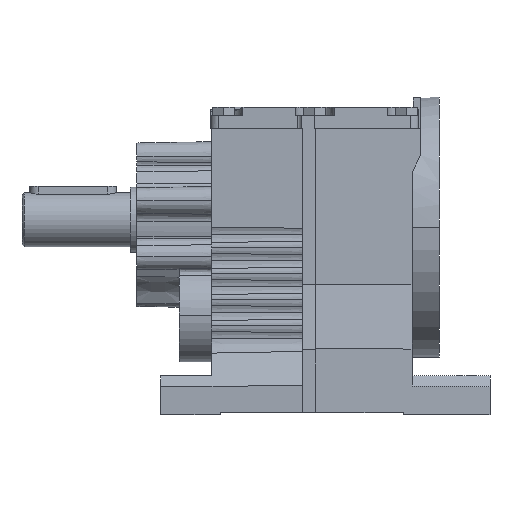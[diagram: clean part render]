
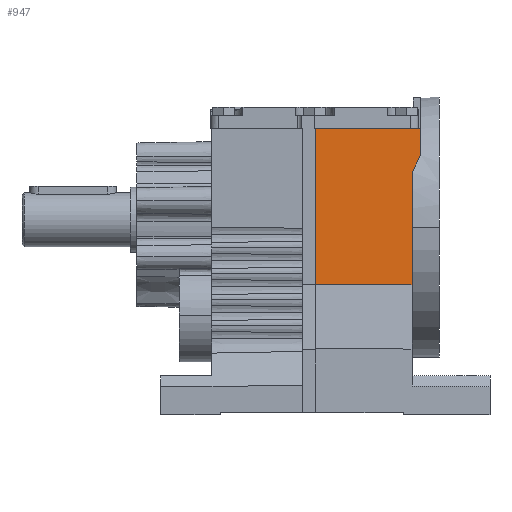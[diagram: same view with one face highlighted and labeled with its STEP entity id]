
A CAD part, front view. The second image highlights one B-rep face of the part: STEP entity #947.
In plain terms, the highlighted planar face has unit normal (0.026, -1, 0).
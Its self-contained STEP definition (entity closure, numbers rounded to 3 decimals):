
#947=ADVANCED_FACE('NONE',(#1946),#1947,.T.);
#1946=FACE_OUTER_BOUND('',#2979,.T.);
#1947=PLANE('',#2980);
#2979=EDGE_LOOP('',(#6033,#6034,#6035,#6036,#6037,#6038));
#2980=AXIS2_PLACEMENT_3D('',#6039,#6040,#6041);
#6033=ORIENTED_EDGE('',*,*,#7359,.F.);
#6034=ORIENTED_EDGE('',*,*,#7224,.T.);
#6035=ORIENTED_EDGE('',*,*,#7546,.T.);
#6036=ORIENTED_EDGE('',*,*,#7219,.F.);
#6037=ORIENTED_EDGE('',*,*,#7547,.T.);
#6038=ORIENTED_EDGE('',*,*,#7203,.T.);
#6039=CARTESIAN_POINT('',(131.0,-68.5,42.0));
#6040=DIRECTION('',(0.026,-1.,0.));
#6041=DIRECTION('',(0.,0.0,-1.0));
#7203=EDGE_CURVE('NONE',#8927,#8929,#8931,.T.);
#7219=EDGE_CURVE('NONE',#8959,#8961,#8962,.T.);
#7224=EDGE_CURVE('NONE',#8970,#8968,#8971,.T.);
#7359=EDGE_CURVE('NONE',#8970,#8929,#9181,.T.);
#7546=EDGE_CURVE('NONE',#8968,#8961,#9411,.T.);
#7547=EDGE_CURVE('NONE',#8959,#8927,#9412,.T.);
#8927=VERTEX_POINT('NONE',#11976);
#8929=VERTEX_POINT('NONE',#11979);
#8931=LINE('',#11982,#11983);
#8959=VERTEX_POINT('NONE',#12024);
#8961=VERTEX_POINT('NONE',#12027);
#8962=LINE('',#12028,#12029);
#8968=VERTEX_POINT('NONE',#12037);
#8970=VERTEX_POINT('NONE',#12040);
#8971=LINE('',#12041,#12042);
#9181=LINE('',#12382,#12383);
#9411=LINE('',#12732,#12733);
#9412=LINE('',#12734,#12735);
#11976=CARTESIAN_POINT('',(131.0,-68.5,30.0));
#11979=CARTESIAN_POINT('',(131.0,-68.5,42.0));
#11982=CARTESIAN_POINT('',(131.0,-68.5,42.0));
#11983=VECTOR('',#13763,1000.0);
#12024=CARTESIAN_POINT('',(127.0,-68.605,22.0));
#12027=CARTESIAN_POINT('',(127.0,-68.605,-29.992));
#12028=CARTESIAN_POINT('',(127.0,-68.605,42.0));
#12029=VECTOR('',#13778,1000.0);
#12037=CARTESIAN_POINT('',(82.5,-69.77,-29.897));
#12040=CARTESIAN_POINT('',(82.5,-69.77,42.0));
#12041=CARTESIAN_POINT('',(82.5,-69.77,42.0));
#12042=VECTOR('',#13782,1000.0);
#12382=CARTESIAN_POINT('',(131.0,-68.5,42.0));
#12383=VECTOR('',#14010,1000.0);
#12732=CARTESIAN_POINT('',(131.144,-68.496,-30.));
#12733=VECTOR('',#14195,1000.0);
#12734=CARTESIAN_POINT('',(130.893,-68.503,29.786));
#12735=VECTOR('',#14196,1000.0);
#13763=DIRECTION('',(0.0,0.,1.0));
#13778=DIRECTION('',(0.0,0.,-1.0));
#13782=DIRECTION('',(0.0,0.,-1.0));
#14010=DIRECTION('',(1.,0.026,0.));
#14195=DIRECTION('',(1.,0.026,-0.002));
#14196=DIRECTION('',(0.447,0.012,0.894));
